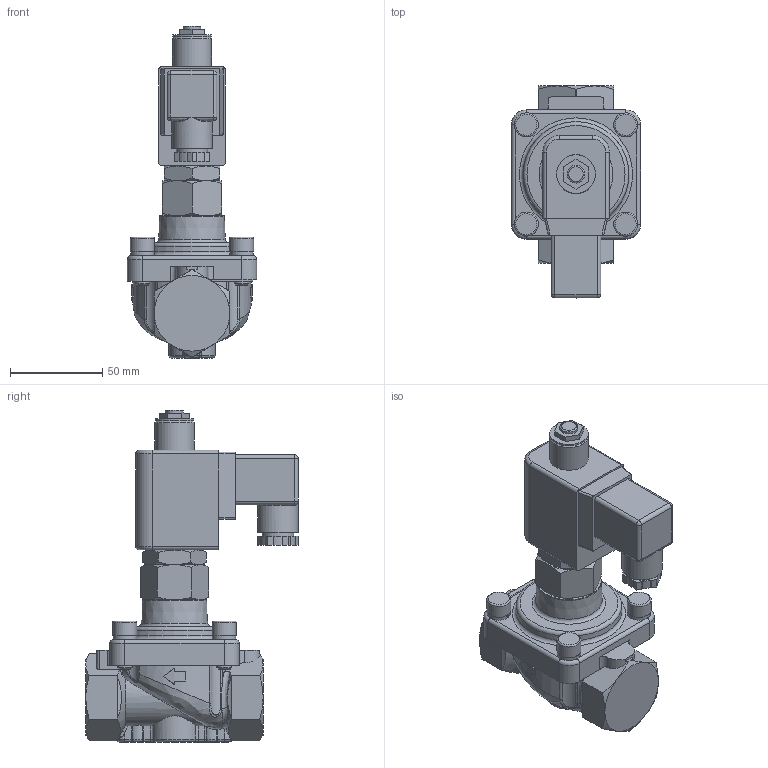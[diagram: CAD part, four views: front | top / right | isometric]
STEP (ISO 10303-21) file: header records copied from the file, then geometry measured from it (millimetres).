
FILE_DESCRIPTION(/* description */ ('3D-Modell 043.004394'),/* implementation_level */ '2;1');
FILE_NAME(/* name */ '.692-NO 0-16bar.stp',/* time_stamp */ '2018-04-26T12:08:01+02:00',/* author */ ('TBartelsmeier'),/* organization */ (''),/* preprocessor_version */ 'ST-DEVELOPER v16.1',/* originating_system */ 'Autodesk Inventor 2016',/* authorisation */ '');
FILE_SCHEMA (('CONFIG_CONTROL_DESIGN'));
Length unit declared in the file: millimetre
Products named in the file (1): 88-003634
Bounding box: 70 x 115 x 179.8 mm (x, y, z)
Volume: 409854.2 mm3; surface area: 51046.8 mm2
Topology: 1 solids, 1 shells, 408 faces, 1033 edges, 644 vertices
Faces by surface type: plane 149, cylinder 138, cone 52, torus 41, bspline 24, sphere 4
Full cylindrical faces by diameter (mm): 8 x8, 9.73 x1, 13 x4, 17 x1, 21 x1, 21.2 x1, 22 x1
Entity records: 13284 total; most frequent: CARTESIAN_POINT 3967, ORIENTED_EDGE 1956, DIRECTION 1926, EDGE_CURVE 978, AXIS2_PLACEMENT_3D 775, VERTEX_POINT 632, EDGE_LOOP 476, FACE_OUTER_BOUND 408
